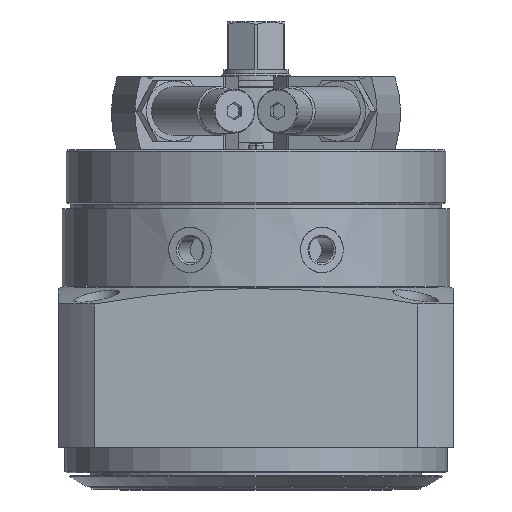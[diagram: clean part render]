
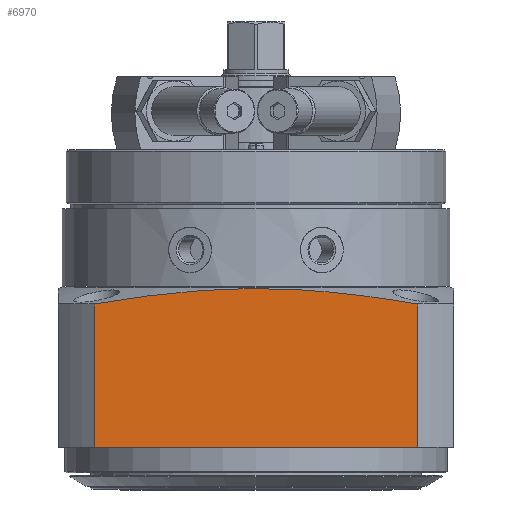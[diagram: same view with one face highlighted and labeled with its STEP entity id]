
A CAD part, front view. The second image highlights one B-rep face of the part: STEP entity #6970.
In plain terms, the highlighted planar face has unit normal (0, -1, 0).
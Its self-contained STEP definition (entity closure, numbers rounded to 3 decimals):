
#94=PLANE('',#8834);
#444=LINE('',#12569,#831);
#445=LINE('',#12571,#832);
#446=LINE('',#12573,#833);
#831=VECTOR('',#9855,1000.);
#832=VECTOR('',#9858,1000.);
#833=VECTOR('',#9859,1000.);
#1252=B_SPLINE_CURVE_WITH_KNOTS('',3,(#12447,#12448,#12449,#12450,#12451,
#12452,#12453,#12454,#12455),.UNSPECIFIED.,.F.,.F.,(4,1,1,1,1,1,4),(0.109,
0.136,0.149,0.162,0.176,
0.189,0.216),.UNSPECIFIED.);
#1384=ORIENTED_EDGE('',*,*,#3178,.F.);
#1385=ORIENTED_EDGE('',*,*,#3200,.F.);
#1386=ORIENTED_EDGE('',*,*,#3201,.T.);
#1387=ORIENTED_EDGE('',*,*,#3202,.T.);
#3178=EDGE_CURVE('',#4090,#4091,#1252,.T.);
#3200=EDGE_CURVE('',#4109,#4090,#444,.T.);
#3201=EDGE_CURVE('',#4109,#4110,#445,.T.);
#3202=EDGE_CURVE('',#4110,#4091,#446,.T.);
#4090=VERTEX_POINT('',#12446);
#4091=VERTEX_POINT('',#12456);
#4109=VERTEX_POINT('',#12568);
#4110=VERTEX_POINT('',#12572);
#5202=EDGE_LOOP('',(#1384,#1385,#1386,#1387));
#6011=FACE_BOUND('',#5202,.T.);
#6970=ADVANCED_FACE('',(#6011),#94,.T.);
#8834=AXIS2_PLACEMENT_3D('',#12570,#9856,#9857);
#9855=DIRECTION('',(0.,0.,1.));
#9856=DIRECTION('',(0.,-1.,0.));
#9857=DIRECTION('',(0.,0.,-1.));
#9858=DIRECTION('',(1.,0.,0.));
#9859=DIRECTION('',(0.,0.,1.));
#12446=CARTESIAN_POINT('',(-53.207,-65.,-50.793));
#12447=CARTESIAN_POINT('',(-53.207,-65.,-50.793));
#12448=CARTESIAN_POINT('',(-44.474,-65.,-49.311));
#12449=CARTESIAN_POINT('',(-31.32,-65.,-47.397));
#12450=CARTESIAN_POINT('',(-13.586,-65.,-45.962));
#12451=CARTESIAN_POINT('',(-0.161,-65.,-45.575));
#12452=CARTESIAN_POINT('',(13.382,-65.,-45.949));
#12453=CARTESIAN_POINT('',(31.207,-65.,-47.382));
#12454=CARTESIAN_POINT('',(44.432,-65.,-49.304));
#12455=CARTESIAN_POINT('',(53.207,-65.,-50.793));
#12456=CARTESIAN_POINT('',(53.207,-65.,-50.793));
#12568=CARTESIAN_POINT('',(-53.207,-65.,-98.));
#12569=CARTESIAN_POINT('',(-53.207,-65.,-98.));
#12570=CARTESIAN_POINT('',(-53.207,-65.,-98.));
#12571=CARTESIAN_POINT('',(-53.207,-65.,-98.));
#12572=CARTESIAN_POINT('',(53.207,-65.,-98.));
#12573=CARTESIAN_POINT('',(53.207,-65.,-98.));
